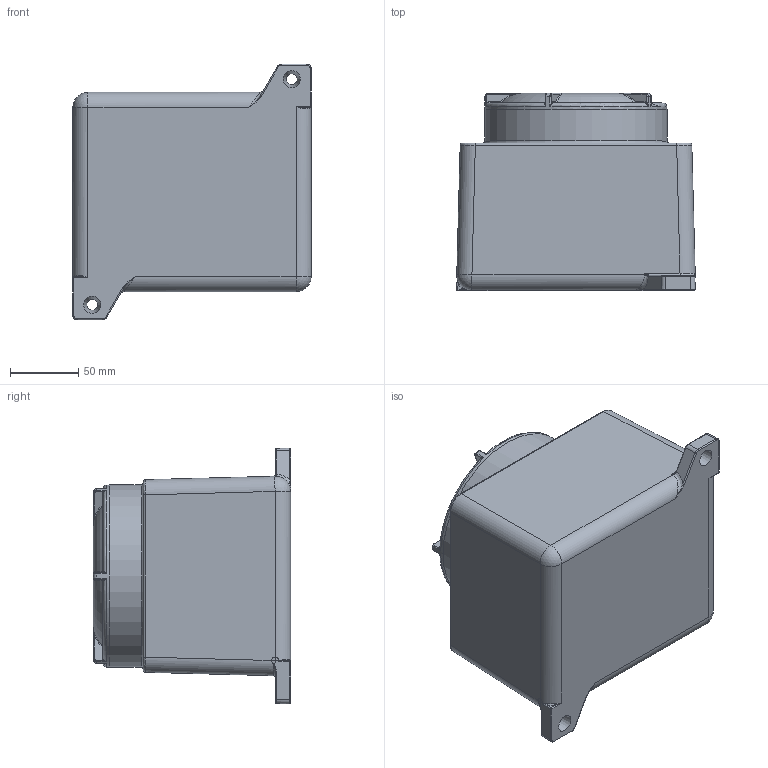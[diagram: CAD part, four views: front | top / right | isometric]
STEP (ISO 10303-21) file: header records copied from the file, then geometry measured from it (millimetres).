
FILE_DESCRIPTION(/* description */ ('GRE BOX WITH BLANK COVER '),/* implementation_level */ '2;1');
FILE_NAME(/* name */ 'KIL_GRE.stp',/* time_stamp */ '2017-12-13T18:16:25+06:00',/* author */ ('ypadmaraja'),/* organization */ (''),/* preprocessor_version */ 'ST-DEVELOPER v16.13',/* originating_system */ 'Autodesk Inventor 2018',/* authorisation */ '');
FILE_SCHEMA (('AUTOMOTIVE_DESIGN { 1 0 10303 214 3 1 1 }'));
Products named in the file (3): GRE-BC; 17798; 17800
Assembly tree (2 placements, depth 2):
  GRE-BC
    17798
    17800
Bounding box: 174.66 x 144.49 x 187.32 mm (x, y, z)
Volume: 1479374.3 mm3; surface area: 254114.4 mm2
Topology: 2 solids, 2 shells, 3952 faces, 10679 edges, 7044 vertices
Faces by surface type: plane 2489, bspline 1284, cylinder 115, sphere 26, torus 23, cone 15
Full cylindrical faces by diameter (mm): 2.184 x8, 3.302 x1, 3.683 x1, 5.877 x1, 7.212 x1, 110.223 x1, 113.233 x1, 115.722 x1, 123.038 x1, 133.35 x2
Entity records: 131305 total; most frequent: CARTESIAN_POINT 40586, ORIENTED_EDGE 21204, DIRECTION 13840, EDGE_CURVE 10602, LINE 7736, VECTOR 7736, VERTEX_POINT 7019, EDGE_LOOP 4323
